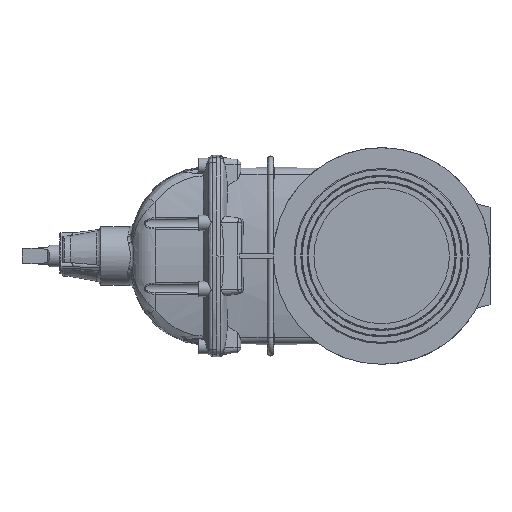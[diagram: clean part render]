
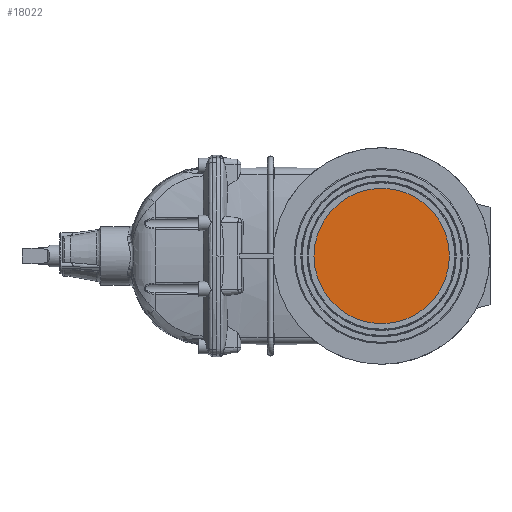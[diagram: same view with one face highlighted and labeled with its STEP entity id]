
A CAD part, left-side view. The second image highlights one B-rep face of the part: STEP entity #18022.
In plain terms, the highlighted planar face has unit normal (-1, 0, 0).
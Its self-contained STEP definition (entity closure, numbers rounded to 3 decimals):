
#829 = CARTESIAN_POINT ( 'NONE',  ( -122., 0., 125. ) ) ;
#4564 = CARTESIAN_POINT ( 'NONE',  ( -122., 0., 0. ) ) ;
#4565 = DIRECTION ( 'NONE',  ( -1., 0., 0. ) ) ;
#4566 = DIRECTION ( 'NONE',  ( 0., 0., 1. ) ) ;
#6158 = AXIS2_PLACEMENT_3D ( 'NONE', #4564, #4565, #4566 ) ;
#6244 = AXIS2_PLACEMENT_3D ( 'NONE', #24574, #24578, #24579 ) ;
#8385 = CIRCLE ( 'NONE', #6158, 125. ) ;
#8648 = FACE_OUTER_BOUND ( 'NONE', #12732, .T. ) ;
#8871 = ORIENTED_EDGE ( 'NONE', *, *, #10674, .T. ) ;
#10674 = EDGE_CURVE ( 'NONE', #14345, #14345, #8385, .T. ) ;
#12732 = EDGE_LOOP ( 'NONE', ( #8871 ) ) ;
#14345 = VERTEX_POINT ( 'NONE', #829 ) ;
#18022 = ADVANCED_FACE ( 'NONE', ( #8648 ), #24575, .T. ) ;
#24574 = CARTESIAN_POINT ( 'NONE',  ( -122., 0., 0. ) ) ;
#24575 = PLANE ( 'NONE',  #6244 ) ;
#24578 = DIRECTION ( 'NONE',  ( -1., 0., 0. ) ) ;
#24579 = DIRECTION ( 'NONE',  ( 0., 0., 1. ) ) ;
